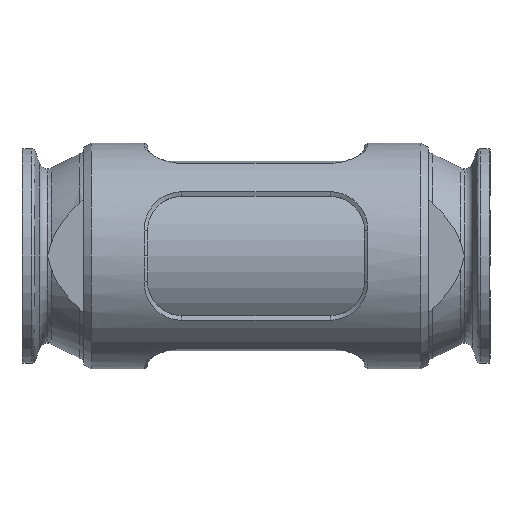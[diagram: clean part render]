
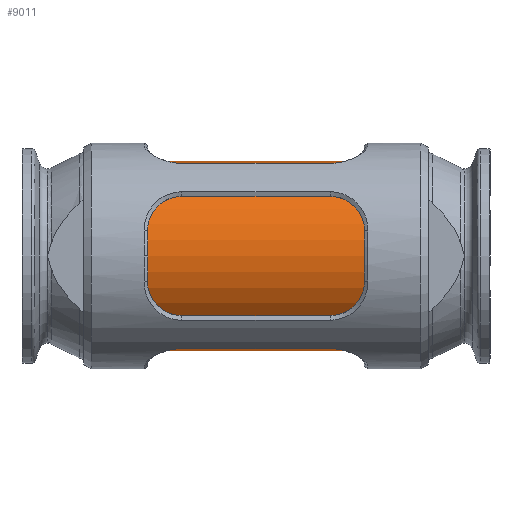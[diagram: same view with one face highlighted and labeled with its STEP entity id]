
A CAD part, front view. The second image highlights one B-rep face of the part: STEP entity #9011.
In plain terms, the highlighted cylindrical face has radius 22.3 mm (diameter 44.6 mm), a partial arc.
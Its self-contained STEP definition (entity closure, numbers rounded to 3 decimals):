
#32 = LINE ( 'NONE', #2607, #3563 ) ;
#305 = CARTESIAN_POINT ( 'NONE',  ( 71., 0., 22.3 ) ) ;
#359 = CARTESIAN_POINT ( 'NONE',  ( 70.5, 0., 22.3 ) ) ;
#928 = EDGE_CURVE ( 'NONE', #11221, #10309, #5964, .T. ) ;
#1265 = DIRECTION ( 'NONE',  ( -1., 0., 0. ) ) ;
#1599 = LINE ( 'NONE', #305, #14657 ) ;
#2258 = DIRECTION ( 'NONE',  ( -1., 0., 0. ) ) ;
#2607 = CARTESIAN_POINT ( 'NONE',  ( 71., 0., -22.3 ) ) ;
#2718 = DIRECTION ( 'NONE',  ( -1., 0., 0. ) ) ;
#3563 = VECTOR ( 'NONE', #4921, 1000. ) ;
#4190 = ORIENTED_EDGE ( 'NONE', *, *, #928, .T. ) ;
#4350 = VERTEX_POINT ( 'NONE', #6267 ) ;
#4921 = DIRECTION ( 'NONE',  ( -1., 0., 0. ) ) ;
#5182 = FACE_OUTER_BOUND ( 'NONE', #15326, .T. ) ;
#5470 = DIRECTION ( 'NONE',  ( 0., 0., -1. ) ) ;
#5597 = EDGE_CURVE ( 'NONE', #4350, #14355, #10004, .T. ) ;
#5964 = CIRCLE ( 'NONE', #6479, 22.3 ) ;
#6060 = CARTESIAN_POINT ( 'NONE',  ( 0.5, 0., -22.3 ) ) ;
#6267 = CARTESIAN_POINT ( 'NONE',  ( 0.5, 0., 22.3 ) ) ;
#6479 = AXIS2_PLACEMENT_3D ( 'NONE', #12067, #2258, #7219 ) ;
#7106 = ORIENTED_EDGE ( 'NONE', *, *, #10503, .F. ) ;
#7219 = DIRECTION ( 'NONE',  ( 0., 0., -1. ) ) ;
#7982 = CARTESIAN_POINT ( 'NONE',  ( 70.5, 0., -22.3 ) ) ;
#8827 = ORIENTED_EDGE ( 'NONE', *, *, #13918, .T. ) ;
#9011 = ADVANCED_FACE ( 'NONE', ( #5182 ), #10035, .T. ) ;
#10004 = CIRCLE ( 'NONE', #12059, 22.3 ) ;
#10035 = CYLINDRICAL_SURFACE ( 'NONE', #14613, 22.3 ) ;
#10309 = VERTEX_POINT ( 'NONE', #359 ) ;
#10503 = EDGE_CURVE ( 'NONE', #11221, #14355, #32, .T. ) ;
#11220 = CARTESIAN_POINT ( 'NONE',  ( 71., 0., 0. ) ) ;
#11221 = VERTEX_POINT ( 'NONE', #7982 ) ;
#11610 = CARTESIAN_POINT ( 'NONE',  ( 0.5, 0., 0. ) ) ;
#12059 = AXIS2_PLACEMENT_3D ( 'NONE', #11610, #12803, #5470 ) ;
#12067 = CARTESIAN_POINT ( 'NONE',  ( 70.5, 0., 0. ) ) ;
#12803 = DIRECTION ( 'NONE',  ( 1., 0., 0. ) ) ;
#13918 = EDGE_CURVE ( 'NONE', #10309, #4350, #1599, .T. ) ;
#14355 = VERTEX_POINT ( 'NONE', #6060 ) ;
#14613 = AXIS2_PLACEMENT_3D ( 'NONE', #11220, #1265, #15030 ) ;
#14657 = VECTOR ( 'NONE', #2718, 1000. ) ;
#14820 = ORIENTED_EDGE ( 'NONE', *, *, #5597, .T. ) ;
#15030 = DIRECTION ( 'NONE',  ( 0., 0., 1. ) ) ;
#15326 = EDGE_LOOP ( 'NONE', ( #7106, #4190, #8827, #14820 ) ) ;
